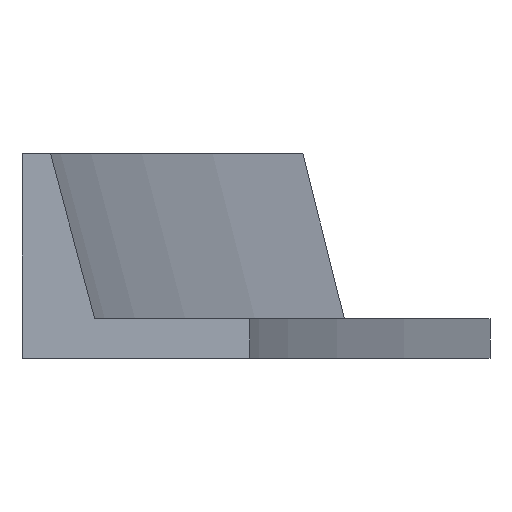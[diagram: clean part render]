
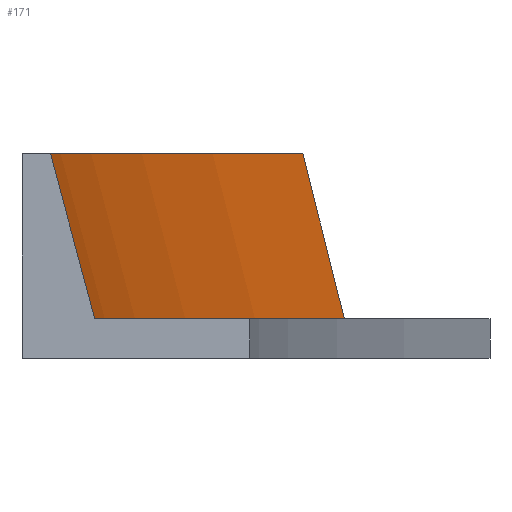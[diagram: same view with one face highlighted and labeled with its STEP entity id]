
A CAD part, left-side view. The second image highlights one B-rep face of the part: STEP entity #171.
In plain terms, the highlighted face is a revolution surface.
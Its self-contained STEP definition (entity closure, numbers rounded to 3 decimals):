
#32 = VERTEX_POINT('',#33);
#33 = CARTESIAN_POINT('',(248.729,-16.622,7.));
#39 = EDGE_CURVE('',#32,#40,#42,.T.);
#40 = VERTEX_POINT('',#41);
#41 = CARTESIAN_POINT('',(251.385,-9.326,
    35.978));
#42 = LINE('',#43,#44);
#43 = CARTESIAN_POINT('',(248.729,-16.622,7.));
#44 = VECTOR('',#45,1.);
#45 = DIRECTION('',(0.089,0.243,0.966));
#112 = VERTEX_POINT('',#113);
#113 = CARTESIAN_POINT('',(0.,27.235,7.));
#119 = EDGE_CURVE('',#112,#120,#122,.T.);
#120 = VERTEX_POINT('',#121);
#121 = CARTESIAN_POINT('',(0.,35.,35.978));
#122 = LINE('',#123,#124);
#123 = CARTESIAN_POINT('',(0.,27.235,7.));
#124 = VECTOR('',#125,1.);
#125 = DIRECTION('',(0.,0.259,0.966)
  );
#159 = EDGE_CURVE('',#32,#112,#160,.T.);
#160 = CIRCLE('',#161,727.235);
#161 = AXIS2_PLACEMENT_3D('',#162,#163,#164);
#162 = CARTESIAN_POINT('',(0.,-700.,7.));
#163 = DIRECTION('',(0.,0.,1.));
#164 = DIRECTION('',(0.94,0.342,0.)
  );
#171 = ADVANCED_FACE('',(#172),#184,.F.);
#172 = FACE_BOUND('',#173,.F.);
#173 = EDGE_LOOP('',(#174,#175,#176,#183));
#174 = ORIENTED_EDGE('',*,*,#159,.T.);
#175 = ORIENTED_EDGE('',*,*,#119,.T.);
#176 = ORIENTED_EDGE('',*,*,#177,.F.);
#177 = EDGE_CURVE('',#40,#120,#178,.T.);
#178 = CIRCLE('',#179,735.);
#179 = AXIS2_PLACEMENT_3D('',#180,#181,#182);
#180 = CARTESIAN_POINT('',(0.,-700.,35.978));
#181 = DIRECTION('',(0.,0.,1.));
#182 = DIRECTION('',(0.94,0.342,0.)
  );
#183 = ORIENTED_EDGE('',*,*,#39,.F.);
#184 = SURFACE_OF_REVOLUTION('',#185,#189);
#185 = LINE('',#186,#187);
#186 = CARTESIAN_POINT('',(683.378,-451.271,7.));
#187 = VECTOR('',#188,1.);
#188 = DIRECTION('',(0.243,0.089,0.966));
#189 = AXIS1_PLACEMENT('',#190,#191);
#190 = CARTESIAN_POINT('',(0.,-700.,0.)
  );
#191 = DIRECTION('',(0.,0.,1.));
